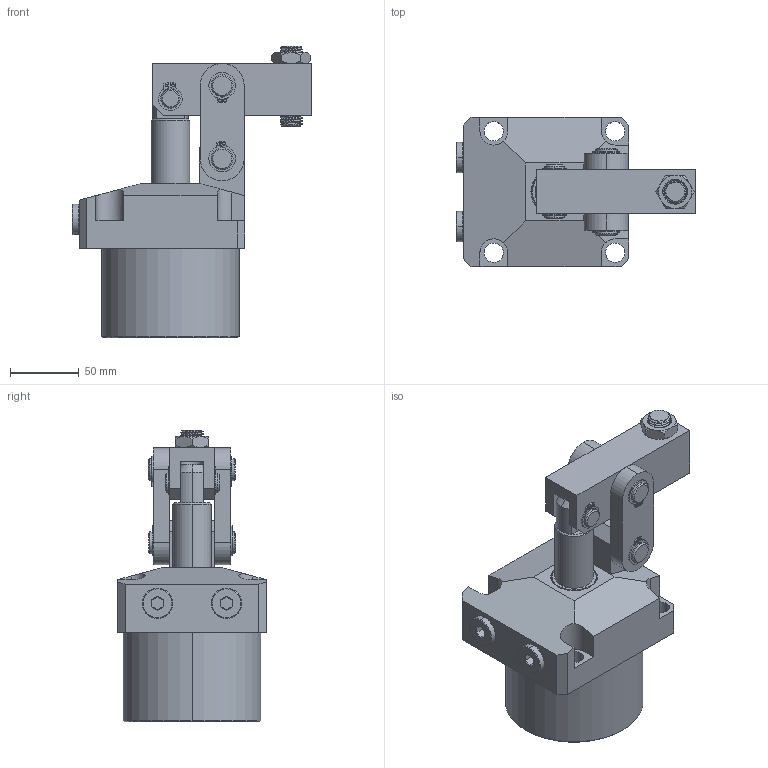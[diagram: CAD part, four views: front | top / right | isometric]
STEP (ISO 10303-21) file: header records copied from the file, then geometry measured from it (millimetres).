
FILE_DESCRIPTION (( 'STEP AP203' ), '1' );
FILE_NAME ('CLKA-105P.STEP', '2018-07-14T08:34:05', ( '' ), ( '' ), 'SwSTEP 2.0', 'SolidWorks 2015', '' );
FILE_SCHEMA (( 'CONFIG_CONTROL_DESIGN' ));
Length unit declared in the file: millimetre
Products named in the file (11): luosi105; kahuang01; kahuang02; duanxiao105; yabi105; 黑芛G8-3; CLKA-105P; liangan105; zhangxiao105; CLKA-105P-benti; luomu105
Assembly tree (17 placements, depth 2):
  CLKA-105P
    CLKA-105P-benti
    duanxiao105
    kahuang01  x4
    liangan105  x2
    luomu105
    luosi105
    yabi105
    zhangxiao105  x2
    kahuang02  x2
    黑芛G8-3  x2
Bounding box: 173.7 x 108 x 211.66 mm (x, y, z)
Volume: 1282663.6 mm3; surface area: 145370.1 mm2
Topology: 17 solids, 17 shells, 607 faces, 1564 edges, 1018 vertices
Faces by surface type: cylinder 353, plane 167, cone 60, bspline 19, torus 8
Entity records: 28320 total; most frequent: CARTESIAN_POINT 16486, ORIENTED_EDGE 2410, DIRECTION 2000, EDGE_CURVE 1205, VERTEX_POINT 784, AXIS2_PLACEMENT_3D 754, EDGE_LOOP 521, LINE 492
